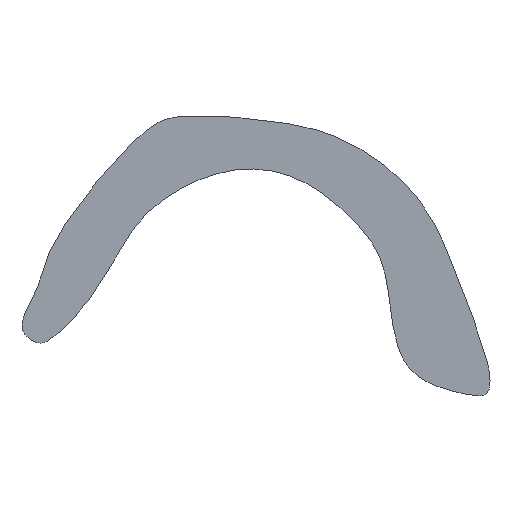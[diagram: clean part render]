
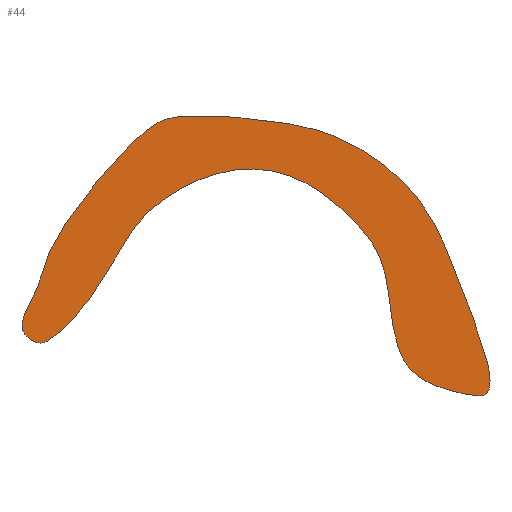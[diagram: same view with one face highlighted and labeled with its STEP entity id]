
A CAD part, left-side view. The second image highlights one B-rep face of the part: STEP entity #44.
In plain terms, the highlighted planar face has unit normal (-1, 0, 0).
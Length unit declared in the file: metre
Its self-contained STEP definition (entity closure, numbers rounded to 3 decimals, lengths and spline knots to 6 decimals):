
#21=PLANE('',#66);
#26=ORIENTED_EDGE('',*,*,#28,.T.);
#28=EDGE_CURVE('',#30,#30,#32,.T.);
#30=VERTEX_POINT('',#179);
#32=B_SPLINE_CURVE_WITH_KNOTS('',3,(#153,#154,#155,#156,#157,#158,#159,
#160,#161,#162,#163,#164,#165,#166,#167,#168,#169,#170,#171,#172,#173,#174,
#175,#176,#177,#178),.UNSPECIFIED.,.T.,.F.,(1,3,1,1,1,1,1,1,1,1,1,1,1,1,
1,1,1,1,1,1,1,1,1,1,3,1),(-0.04556,0.,0.027066,0.060139,
0.111421,0.153265,0.196486,0.246057,
0.294905,0.349323,0.387914,0.455629,
0.495283,0.53193,0.557583,0.578764,
0.623615,0.675292,0.719098,0.761644,
0.80666,0.85689,0.900012,0.95444,
1.,1.027066),.UNSPECIFIED.);
#36=EDGE_LOOP('',(#26));
#40=FACE_BOUND('',#36,.T.);
#44=ADVANCED_FACE('',(#40),#21,.F.);
#66=AXIS2_PLACEMENT_3D('',#181,#71,#72);
#71=DIRECTION('',(1.,0.,0.));
#72=DIRECTION('',(0.,1.,0.));
#153=CARTESIAN_POINT('',(0.04,0.023095,-0.010104));
#154=CARTESIAN_POINT('',(0.04,0.022504,-0.010229));
#155=CARTESIAN_POINT('',(0.04,0.021524,-0.010395));
#156=CARTESIAN_POINT('',(0.04,0.021728,-0.007919));
#157=CARTESIAN_POINT('',(0.04,0.023402,-0.003954));
#158=CARTESIAN_POINT('',(0.04,0.024363,-0.001178));
#159=CARTESIAN_POINT('',(0.04,0.026108,0.001632));
#160=CARTESIAN_POINT('',(0.04,0.02965,0.004221));
#161=CARTESIAN_POINT('',(0.04,0.033425,0.005119));
#162=CARTESIAN_POINT('',(0.04,0.038794,0.00551));
#163=CARTESIAN_POINT('',(0.04,0.041099,0.00473));
#164=CARTESIAN_POINT('',(0.04,0.046401,-0.001714));
#165=CARTESIAN_POINT('',(0.04,0.046523,-0.004132));
#166=CARTESIAN_POINT('',(0.04,0.048144,-0.006457));
#167=CARTESIAN_POINT('',(0.04,0.046816,-0.007399));
#168=CARTESIAN_POINT('',(0.04,0.045947,-0.007146));
#169=CARTESIAN_POINT('',(0.04,0.043382,-0.004588));
#170=CARTESIAN_POINT('',(0.04,0.041595,-0.00055));
#171=CARTESIAN_POINT('',(0.04,0.03882,0.001439));
#172=CARTESIAN_POINT('',(0.04,0.035814,0.002588));
#173=CARTESIAN_POINT('',(0.04,0.032217,0.002208));
#174=CARTESIAN_POINT('',(0.04,0.028752,-0.000727));
#175=CARTESIAN_POINT('',(0.04,0.027098,-0.003369));
#176=CARTESIAN_POINT('',(0.04,0.027208,-0.009122));
#177=CARTESIAN_POINT('',(0.04,0.02409,-0.009894));
#178=CARTESIAN_POINT('',(0.04,0.023095,-0.010104));
#179=CARTESIAN_POINT('',(0.04,0.023095,-0.010104));
#181=CARTESIAN_POINT('',(0.04,0.003127,0.006745));
